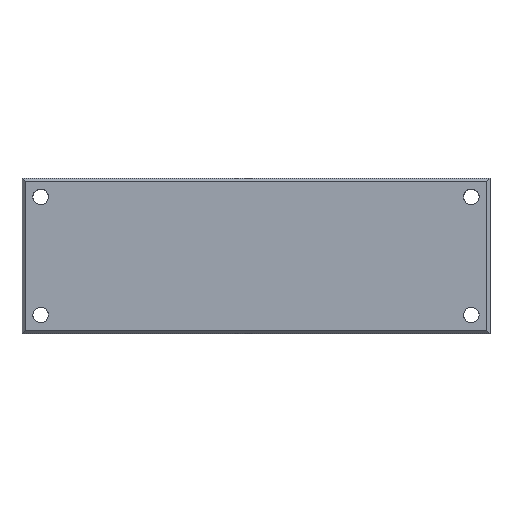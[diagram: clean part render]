
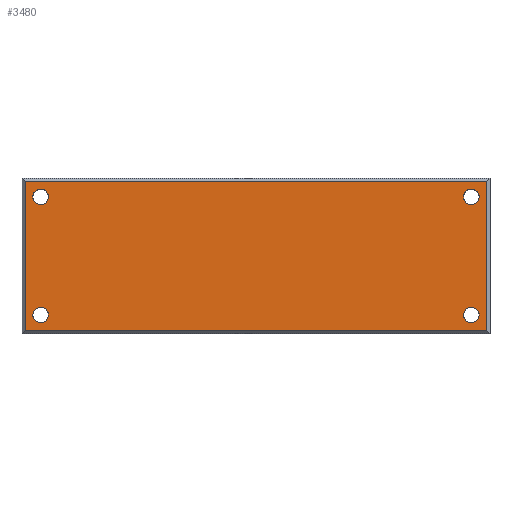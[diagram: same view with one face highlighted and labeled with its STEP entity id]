
A CAD part, top view. The second image highlights one B-rep face of the part: STEP entity #3480.
In plain terms, the highlighted free-form (B-spline) face has degree [1, 1] with [2, 2] control points.
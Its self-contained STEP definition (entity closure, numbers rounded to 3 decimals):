
#3065 = CARTESIAN_POINT ('', (-26.301, 86.586, 110.88));
#3066 = VERTEX_POINT ('', #3065);
#3067 = CARTESIAN_POINT ('', (-31.301, 86.586, 110.88));
#3068 = VERTEX_POINT ('', #3067);
#3069 = CARTESIAN_POINT ('', (-26.301, 86.586, 110.88));
#3070 = CARTESIAN_POINT ('', (-26.301, 89.086, 110.88));
#3071 = CARTESIAN_POINT ('', (-28.801, 89.086, 110.88));
#3072 = CARTESIAN_POINT ('', (-31.301, 89.086, 110.88));
#3073 = CARTESIAN_POINT ('', (-31.301, 86.586, 110.88));
#3074 = (
   BOUNDED_CURVE ()
   B_SPLINE_CURVE (2, (#3069, #3070, #3071, #3072, #3073), .UNSPECIFIED., .F., .U.)
   B_SPLINE_CURVE_WITH_KNOTS ((3, 2, 3), (0., 1.571, 3.142), .UNSPECIFIED.)
   CURVE ()
   GEOMETRIC_REPRESENTATION_ITEM ()
   RATIONAL_B_SPLINE_CURVE ((1., 0.707, 1., 0.707, 1.))
   REPRESENTATION_ITEM ('')
);
#3075 = EDGE_CURVE ('', #3066, #3068, #3074, .T.);
#3121 = CARTESIAN_POINT ('', (112.099, 86.586, 110.88));
#3122 = VERTEX_POINT ('', #3121);
#3123 = CARTESIAN_POINT ('', (107.099, 86.586, 110.88));
#3124 = VERTEX_POINT ('', #3123);
#3125 = CARTESIAN_POINT ('', (112.099, 86.586, 110.88));
#3126 = CARTESIAN_POINT ('', (112.099, 89.086, 110.88));
#3127 = CARTESIAN_POINT ('', (109.599, 89.086, 110.88));
#3128 = CARTESIAN_POINT ('', (107.099, 89.086, 110.88));
#3129 = CARTESIAN_POINT ('', (107.099, 86.586, 110.88));
#3130 = (
   BOUNDED_CURVE ()
   B_SPLINE_CURVE (2, (#3125, #3126, #3127, #3128, #3129), .UNSPECIFIED., .F., .U.)
   B_SPLINE_CURVE_WITH_KNOTS ((3, 2, 3), (0., 1.571, 3.142), .UNSPECIFIED.)
   CURVE ()
   GEOMETRIC_REPRESENTATION_ITEM ()
   RATIONAL_B_SPLINE_CURVE ((1., 0.707, 1., 0.707, 1.))
   REPRESENTATION_ITEM ('')
);
#3131 = EDGE_CURVE ('', #3122, #3124, #3130, .T.);
#3177 = CARTESIAN_POINT ('', (112.099, 48.586, 110.88));
#3178 = VERTEX_POINT ('', #3177);
#3179 = CARTESIAN_POINT ('', (107.099, 48.586, 110.88));
#3180 = VERTEX_POINT ('', #3179);
#3181 = CARTESIAN_POINT ('', (112.099, 48.586, 110.88));
#3182 = CARTESIAN_POINT ('', (112.099, 51.086, 110.88));
#3183 = CARTESIAN_POINT ('', (109.599, 51.086, 110.88));
#3184 = CARTESIAN_POINT ('', (107.099, 51.086, 110.88));
#3185 = CARTESIAN_POINT ('', (107.099, 48.586, 110.88));
#3186 = (
   BOUNDED_CURVE ()
   B_SPLINE_CURVE (2, (#3181, #3182, #3183, #3184, #3185), .UNSPECIFIED., .F., .U.)
   B_SPLINE_CURVE_WITH_KNOTS ((3, 2, 3), (0., 1.571, 3.142), .UNSPECIFIED.)
   CURVE ()
   GEOMETRIC_REPRESENTATION_ITEM ()
   RATIONAL_B_SPLINE_CURVE ((1., 0.707, 1., 0.707, 1.))
   REPRESENTATION_ITEM ('')
);
#3187 = EDGE_CURVE ('', #3178, #3180, #3186, .T.);
#3233 = CARTESIAN_POINT ('', (-26.301, 48.586, 110.88));
#3234 = VERTEX_POINT ('', #3233);
#3235 = CARTESIAN_POINT ('', (-31.301, 48.586, 110.88));
#3236 = VERTEX_POINT ('', #3235);
#3237 = CARTESIAN_POINT ('', (-26.301, 48.586, 110.88));
#3238 = CARTESIAN_POINT ('', (-26.301, 51.086, 110.88));
#3239 = CARTESIAN_POINT ('', (-28.801, 51.086, 110.88));
#3240 = CARTESIAN_POINT ('', (-31.301, 51.086, 110.88));
#3241 = CARTESIAN_POINT ('', (-31.301, 48.586, 110.88));
#3242 = (
   BOUNDED_CURVE ()
   B_SPLINE_CURVE (2, (#3237, #3238, #3239, #3240, #3241), .UNSPECIFIED., .F., .U.)
   B_SPLINE_CURVE_WITH_KNOTS ((3, 2, 3), (0., 1.571, 3.142), .UNSPECIFIED.)
   CURVE ()
   GEOMETRIC_REPRESENTATION_ITEM ()
   RATIONAL_B_SPLINE_CURVE ((1., 0.707, 1., 0.707, 1.))
   REPRESENTATION_ITEM ('')
);
#3243 = EDGE_CURVE ('', #3234, #3236, #3242, .T.);
#3401 = CARTESIAN_POINT ('', (114.599, 43.586, 110.88));
#3402 = VERTEX_POINT ('', #3401);
#3403 = CARTESIAN_POINT ('', (-33.801, 43.586, 110.88));
#3404 = VERTEX_POINT ('', #3403);
#3405 = CARTESIAN_POINT ('', (114.599, 43.586, 110.88));
#3406 = CARTESIAN_POINT ('', (-33.801, 43.586, 110.88));
#3407 = B_SPLINE_CURVE_WITH_KNOTS ('', 1, (#3405, #3406), .UNSPECIFIED., .F., .U., (2, 2), (0., 1.), .UNSPECIFIED.);
#3408 = EDGE_CURVE ('', #3402, #3404, #3407, .T.);
#3409 = ORIENTED_EDGE ('', *, *, #3408, .F.);
#3410 = CARTESIAN_POINT ('', (114.599, 91.586, 110.88));
#3411 = VERTEX_POINT ('', #3410);
#3412 = CARTESIAN_POINT ('', (114.599, 91.586, 110.88));
#3413 = CARTESIAN_POINT ('', (114.599, 43.586, 110.88));
#3414 = B_SPLINE_CURVE_WITH_KNOTS ('', 1, (#3412, #3413), .UNSPECIFIED., .F., .U., (2, 2), (0., 1.), .UNSPECIFIED.);
#3415 = EDGE_CURVE ('', #3411, #3402, #3414, .T.);
#3416 = ORIENTED_EDGE ('', *, *, #3415, .F.);
#3417 = CARTESIAN_POINT ('', (-33.801, 91.586, 110.88));
#3418 = VERTEX_POINT ('', #3417);
#3419 = CARTESIAN_POINT ('', (-33.801, 91.586, 110.88));
#3420 = CARTESIAN_POINT ('', (114.599, 91.586, 110.88));
#3421 = B_SPLINE_CURVE_WITH_KNOTS ('', 1, (#3419, #3420), .UNSPECIFIED., .F., .U., (2, 2), (0., 1.), .UNSPECIFIED.);
#3422 = EDGE_CURVE ('', #3418, #3411, #3421, .T.);
#3423 = ORIENTED_EDGE ('', *, *, #3422, .F.);
#3424 = CARTESIAN_POINT ('', (-33.801, 43.586, 110.88));
#3425 = CARTESIAN_POINT ('', (-33.801, 91.586, 110.88));
#3426 = B_SPLINE_CURVE_WITH_KNOTS ('', 1, (#3424, #3425), .UNSPECIFIED., .F., .U., (2, 2), (0., 1.), .UNSPECIFIED.);
#3427 = EDGE_CURVE ('', #3404, #3418, #3426, .T.);
#3428 = ORIENTED_EDGE ('', *, *, #3427, .F.);
#3429 = EDGE_LOOP ('', (#3409, #3416, #3423, #3428));
#3430 = FACE_OUTER_BOUND ('', #3429, .T.);
#3431 = ORIENTED_EDGE ('', *, *, #3075, .F.);
#3432 = CARTESIAN_POINT ('', (-31.301, 86.586, 110.88));
#3433 = CARTESIAN_POINT ('', (-31.301, 84.086, 110.88));
#3434 = CARTESIAN_POINT ('', (-28.801, 84.086, 110.88));
#3435 = CARTESIAN_POINT ('', (-26.301, 84.086, 110.88));
#3436 = CARTESIAN_POINT ('', (-26.301, 86.586, 110.88));
#3437 = (
   BOUNDED_CURVE ()
   B_SPLINE_CURVE (2, (#3432, #3433, #3434, #3435, #3436), .UNSPECIFIED., .F., .U.)
   B_SPLINE_CURVE_WITH_KNOTS ((3, 2, 3), (3.142, 4.712, 6.283), .UNSPECIFIED.)
   CURVE ()
   GEOMETRIC_REPRESENTATION_ITEM ()
   RATIONAL_B_SPLINE_CURVE ((1., 0.707, 1., 0.707, 1.))
   REPRESENTATION_ITEM ('')
);
#3438 = EDGE_CURVE ('', #3068, #3066, #3437, .T.);
#3439 = ORIENTED_EDGE ('', *, *, #3438, .F.);
#3440 = EDGE_LOOP ('', (#3431, #3439));
#3441 = FACE_BOUND ('', #3440, .T.);
#3442 = ORIENTED_EDGE ('', *, *, #3131, .F.);
#3443 = CARTESIAN_POINT ('', (107.099, 86.586, 110.88));
#3444 = CARTESIAN_POINT ('', (107.099, 84.086, 110.88));
#3445 = CARTESIAN_POINT ('', (109.599, 84.086, 110.88));
#3446 = CARTESIAN_POINT ('', (112.099, 84.086, 110.88));
#3447 = CARTESIAN_POINT ('', (112.099, 86.586, 110.88));
#3448 = (
   BOUNDED_CURVE ()
   B_SPLINE_CURVE (2, (#3443, #3444, #3445, #3446, #3447), .UNSPECIFIED., .F., .U.)
   B_SPLINE_CURVE_WITH_KNOTS ((3, 2, 3), (3.142, 4.712, 6.283), .UNSPECIFIED.)
   CURVE ()
   GEOMETRIC_REPRESENTATION_ITEM ()
   RATIONAL_B_SPLINE_CURVE ((1., 0.707, 1., 0.707, 1.))
   REPRESENTATION_ITEM ('')
);
#3449 = EDGE_CURVE ('', #3124, #3122, #3448, .T.);
#3450 = ORIENTED_EDGE ('', *, *, #3449, .F.);
#3451 = EDGE_LOOP ('', (#3442, #3450));
#3452 = FACE_BOUND ('', #3451, .T.);
#3453 = ORIENTED_EDGE ('', *, *, #3187, .F.);
#3454 = CARTESIAN_POINT ('', (107.099, 48.586, 110.88));
#3455 = CARTESIAN_POINT ('', (107.099, 46.086, 110.88));
#3456 = CARTESIAN_POINT ('', (109.599, 46.086, 110.88));
#3457 = CARTESIAN_POINT ('', (112.099, 46.086, 110.88));
#3458 = CARTESIAN_POINT ('', (112.099, 48.586, 110.88));
#3459 = (
   BOUNDED_CURVE ()
   B_SPLINE_CURVE (2, (#3454, #3455, #3456, #3457, #3458), .UNSPECIFIED., .F., .U.)
   B_SPLINE_CURVE_WITH_KNOTS ((3, 2, 3), (3.142, 4.712, 6.283), .UNSPECIFIED.)
   CURVE ()
   GEOMETRIC_REPRESENTATION_ITEM ()
   RATIONAL_B_SPLINE_CURVE ((1., 0.707, 1., 0.707, 1.))
   REPRESENTATION_ITEM ('')
);
#3460 = EDGE_CURVE ('', #3180, #3178, #3459, .T.);
#3461 = ORIENTED_EDGE ('', *, *, #3460, .F.);
#3462 = EDGE_LOOP ('', (#3453, #3461));
#3463 = FACE_BOUND ('', #3462, .T.);
#3464 = ORIENTED_EDGE ('', *, *, #3243, .F.);
#3465 = CARTESIAN_POINT ('', (-31.301, 48.586, 110.88));
#3466 = CARTESIAN_POINT ('', (-31.301, 46.086, 110.88));
#3467 = CARTESIAN_POINT ('', (-28.801, 46.086, 110.88));
#3468 = CARTESIAN_POINT ('', (-26.301, 46.086, 110.88));
#3469 = CARTESIAN_POINT ('', (-26.301, 48.586, 110.88));
#3470 = (
   BOUNDED_CURVE ()
   B_SPLINE_CURVE (2, (#3465, #3466, #3467, #3468, #3469), .UNSPECIFIED., .F., .U.)
   B_SPLINE_CURVE_WITH_KNOTS ((3, 2, 3), (3.142, 4.712, 6.283), .UNSPECIFIED.)
   CURVE ()
   GEOMETRIC_REPRESENTATION_ITEM ()
   RATIONAL_B_SPLINE_CURVE ((1., 0.707, 1., 0.707, 1.))
   REPRESENTATION_ITEM ('')
);
#3471 = EDGE_CURVE ('', #3236, #3234, #3470, .T.);
#3472 = ORIENTED_EDGE ('', *, *, #3471, .F.);
#3473 = EDGE_LOOP ('', (#3464, #3472));
#3474 = FACE_BOUND ('', #3473, .T.);
#3475 = CARTESIAN_POINT ('', (114.6, 91.587, 110.88));
#3476 = CARTESIAN_POINT ('', (114.6, 43.585, 110.88));
#3477 = CARTESIAN_POINT ('', (-33.802, 91.587, 110.88));
#3478 = CARTESIAN_POINT ('', (-33.802, 43.585, 110.88));
#3479 = B_SPLINE_SURFACE_WITH_KNOTS ('', 1, 1, ((#3475, #3476), (#3477, #3478)), .UNSPECIFIED., .F., .F., .U., (2, 2), (2, 2), (-0.074, 0.074), (-0.024, 0.024), .UNSPECIFIED.);
#3480 = ADVANCED_FACE ('', (#3430, #3441, #3452, #3463, #3474), #3479, .T.);
